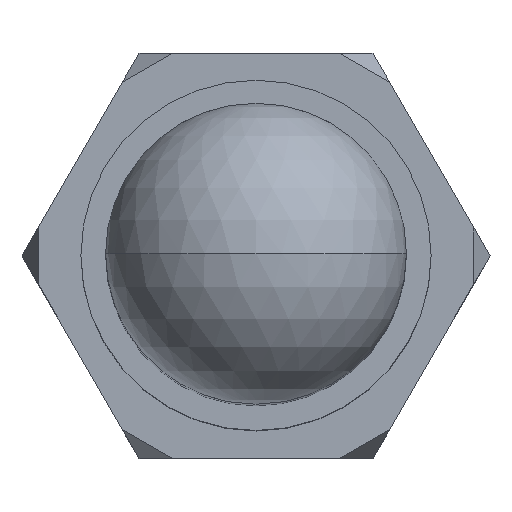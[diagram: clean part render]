
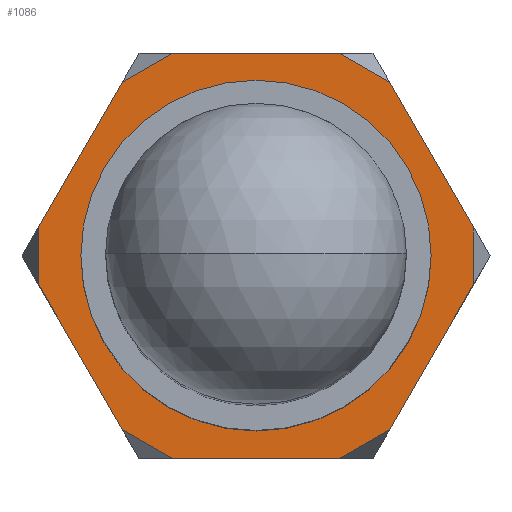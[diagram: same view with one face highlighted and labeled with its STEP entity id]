
A CAD part, top view. The second image highlights one B-rep face of the part: STEP entity #1086.
In plain terms, the highlighted planar face has unit normal (0, 0, 1).
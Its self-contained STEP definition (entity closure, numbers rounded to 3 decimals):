
#14 = CARTESIAN_POINT ( 'NONE',  ( 13., 1.732, -17. ) ) ;
#16 = CARTESIAN_POINT ( 'NONE',  ( -10.478, 0., -17. ) ) ;
#20 = LINE ( 'NONE', #1265, #73 ) ;
#23 = VECTOR ( 'NONE', #1113, 1000. ) ;
#24 = CIRCLE ( 'NONE', #1147, 10.478 ) ;
#27 = LINE ( 'NONE', #413, #242 ) ;
#38 = CARTESIAN_POINT ( 'NONE',  ( 7., 12.124, -17. ) ) ;
#41 = EDGE_CURVE ( 'NONE', #147, #245, #319, .T. ) ;
#42 = CARTESIAN_POINT ( 'NONE',  ( 13., -1.732, -17. ) ) ;
#47 = ORIENTED_EDGE ( 'NONE', *, *, #41, .F. ) ;
#53 = CARTESIAN_POINT ( 'NONE',  ( 13., 0., -17. ) ) ;
#56 = ORIENTED_EDGE ( 'NONE', *, *, #70, .T. ) ;
#66 = VECTOR ( 'NONE', #1181, 1000. ) ;
#70 = EDGE_CURVE ( 'NONE', #991, #245, #20, .T. ) ;
#73 = VECTOR ( 'NONE', #428, 1000. ) ;
#86 = LINE ( 'NONE', #117, #23 ) ;
#87 = ORIENTED_EDGE ( 'NONE', *, *, #1200, .T. ) ;
#117 = CARTESIAN_POINT ( 'NONE',  ( 7., 12.124, -17. ) ) ;
#131 = CARTESIAN_POINT ( 'NONE',  ( -7., -12.124, -17. ) ) ;
#141 = ORIENTED_EDGE ( 'NONE', *, *, #734, .F. ) ;
#147 = VERTEX_POINT ( 'NONE', #725 ) ;
#150 = DIRECTION ( 'NONE',  ( 0., 1., 0. ) ) ;
#156 = CARTESIAN_POINT ( 'NONE',  ( 10.478, 0., -17. ) ) ;
#177 = VERTEX_POINT ( 'NONE', #14 ) ;
#180 = DIRECTION ( 'NONE',  ( 0., 0., -1. ) ) ;
#192 = CARTESIAN_POINT ( 'NONE',  ( 0., 0., -17. ) ) ;
#198 = DIRECTION ( 'NONE',  ( 0.5, 0.866, 0. ) ) ;
#201 = EDGE_CURVE ( 'NONE', #664, #685, #27, .T. ) ;
#242 = VECTOR ( 'NONE', #854, 1000. ) ;
#245 = VERTEX_POINT ( 'NONE', #782 ) ;
#254 = LINE ( 'NONE', #680, #1004 ) ;
#261 = DIRECTION ( 'NONE',  ( 0.866, 0.5, 0. ) ) ;
#265 = VERTEX_POINT ( 'NONE', #156 ) ;
#280 = CARTESIAN_POINT ( 'NONE',  ( 8., 10.392, -17. ) ) ;
#286 = DIRECTION ( 'NONE',  ( 0.866, -0.5, 0. ) ) ;
#298 = CARTESIAN_POINT ( 'NONE',  ( 0., 0., -17. ) ) ;
#302 = CARTESIAN_POINT ( 'NONE',  ( 5., 12.124, -17. ) ) ;
#319 = LINE ( 'NONE', #131, #670 ) ;
#322 = ORIENTED_EDGE ( 'NONE', *, *, #201, .T. ) ;
#356 = ORIENTED_EDGE ( 'NONE', *, *, #1055, .T. ) ;
#362 = ORIENTED_EDGE ( 'NONE', *, *, #588, .F. ) ;
#379 = AXIS2_PLACEMENT_3D ( 'NONE', #717, #180, #1118 ) ;
#383 = EDGE_CURVE ( 'NONE', #557, #787, #811, .T. ) ;
#393 = DIRECTION ( 'NONE',  ( -1., 0., 0. ) ) ;
#413 = CARTESIAN_POINT ( 'NONE',  ( -6.5, 11.258, -17. ) ) ;
#428 = DIRECTION ( 'NONE',  ( 0., -1., 0. ) ) ;
#433 = CARTESIAN_POINT ( 'NONE',  ( -5., -12.124, -17. ) ) ;
#459 = VECTOR ( 'NONE', #393, 1000. ) ;
#468 = EDGE_CURVE ( 'NONE', #1232, #265, #665, .T. ) ;
#507 = DIRECTION ( 'NONE',  ( -1., 0., 0. ) ) ;
#508 = ORIENTED_EDGE ( 'NONE', *, *, #556, .T. ) ;
#509 = CARTESIAN_POINT ( 'NONE',  ( -5., 12.124, -17. ) ) ;
#542 = VERTEX_POINT ( 'NONE', #280 ) ;
#556 = EDGE_CURVE ( 'NONE', #265, #1232, #24, .T. ) ;
#557 = VERTEX_POINT ( 'NONE', #728 ) ;
#575 = VECTOR ( 'NONE', #198, 1000. ) ;
#587 = EDGE_CURVE ( 'NONE', #542, #177, #86, .T. ) ;
#588 = EDGE_CURVE ( 'NONE', #923, #787, #632, .T. ) ;
#612 = VECTOR ( 'NONE', #286, 1000. ) ;
#630 = LINE ( 'NONE', #1329, #459 ) ;
#632 = LINE ( 'NONE', #850, #1122 ) ;
#659 = VECTOR ( 'NONE', #150, 1000. ) ;
#664 = VERTEX_POINT ( 'NONE', #509 ) ;
#665 = CIRCLE ( 'NONE', #1197, 10.478 ) ;
#670 = VECTOR ( 'NONE', #873, 1000. ) ;
#671 = LINE ( 'NONE', #38, #66 ) ;
#677 = EDGE_CURVE ( 'NONE', #991, #685, #1244, .T. ) ;
#680 = CARTESIAN_POINT ( 'NONE',  ( 6.5, 11.258, -17. ) ) ;
#685 = VERTEX_POINT ( 'NONE', #839 ) ;
#717 = CARTESIAN_POINT ( 'NONE',  ( 0., 0., -17. ) ) ;
#725 = CARTESIAN_POINT ( 'NONE',  ( -8., -10.392, -17. ) ) ;
#727 = DIRECTION ( 'NONE',  ( 0., 0., -1. ) ) ;
#728 = CARTESIAN_POINT ( 'NONE',  ( 5., -12.124, -17. ) ) ;
#734 = EDGE_CURVE ( 'NONE', #557, #1261, #630, .T. ) ;
#748 = ORIENTED_EDGE ( 'NONE', *, *, #468, .T. ) ;
#766 = ORIENTED_EDGE ( 'NONE', *, *, #587, .F. ) ;
#768 = ORIENTED_EDGE ( 'NONE', *, *, #383, .T. ) ;
#778 = EDGE_LOOP ( 'NONE', ( #362, #356, #766, #1045, #814, #322, #944, #56, #47, #87, #141, #768 ) ) ;
#782 = CARTESIAN_POINT ( 'NONE',  ( -13., -1.732, -17. ) ) ;
#785 = LINE ( 'NONE', #53, #659 ) ;
#787 = VERTEX_POINT ( 'NONE', #1294 ) ;
#811 = LINE ( 'NONE', #1295, #1010 ) ;
#814 = ORIENTED_EDGE ( 'NONE', *, *, #1009, .F. ) ;
#825 = LINE ( 'NONE', #1227, #612 ) ;
#839 = CARTESIAN_POINT ( 'NONE',  ( -8., 10.392, -17. ) ) ;
#850 = CARTESIAN_POINT ( 'NONE',  ( 14., 0., -17. ) ) ;
#854 = DIRECTION ( 'NONE',  ( -0.866, -0.5, 0. ) ) ;
#873 = DIRECTION ( 'NONE',  ( -0.5, 0.866, 0. ) ) ;
#874 = EDGE_LOOP ( 'NONE', ( #508, #748 ) ) ;
#923 = VERTEX_POINT ( 'NONE', #42 ) ;
#944 = ORIENTED_EDGE ( 'NONE', *, *, #677, .F. ) ;
#945 = FACE_OUTER_BOUND ( 'NONE', #778, .T. ) ;
#963 = CARTESIAN_POINT ( 'NONE',  ( -13., 1.732, -17. ) ) ;
#971 = VERTEX_POINT ( 'NONE', #302 ) ;
#991 = VERTEX_POINT ( 'NONE', #963 ) ;
#1000 = DIRECTION ( 'NONE',  ( 0., 0., -1. ) ) ;
#1004 = VECTOR ( 'NONE', #1099, 1000. ) ;
#1009 = EDGE_CURVE ( 'NONE', #664, #971, #671, .T. ) ;
#1010 = VECTOR ( 'NONE', #261, 1000. ) ;
#1032 = CARTESIAN_POINT ( 'NONE',  ( -7., 12.124, -17. ) ) ;
#1045 = ORIENTED_EDGE ( 'NONE', *, *, #1336, .T. ) ;
#1055 = EDGE_CURVE ( 'NONE', #923, #177, #785, .T. ) ;
#1086 = ADVANCED_FACE ( 'NONE', ( #1338, #945 ), #1314, .F. ) ;
#1099 = DIRECTION ( 'NONE',  ( -0.866, 0.5, 0. ) ) ;
#1113 = DIRECTION ( 'NONE',  ( 0.5, -0.866, 0. ) ) ;
#1118 = DIRECTION ( 'NONE',  ( -1., 0., 0. ) ) ;
#1122 = VECTOR ( 'NONE', #1334, 1000. ) ;
#1128 = DIRECTION ( 'NONE',  ( -1., 0., 0. ) ) ;
#1147 = AXIS2_PLACEMENT_3D ( 'NONE', #192, #1000, #507 ) ;
#1181 = DIRECTION ( 'NONE',  ( 1., 0., 0. ) ) ;
#1197 = AXIS2_PLACEMENT_3D ( 'NONE', #298, #727, #1128 ) ;
#1200 = EDGE_CURVE ( 'NONE', #147, #1261, #825, .T. ) ;
#1227 = CARTESIAN_POINT ( 'NONE',  ( -6.5, -11.258, -17. ) ) ;
#1232 = VERTEX_POINT ( 'NONE', #16 ) ;
#1244 = LINE ( 'NONE', #1032, #575 ) ;
#1261 = VERTEX_POINT ( 'NONE', #433 ) ;
#1265 = CARTESIAN_POINT ( 'NONE',  ( -13., 0., -17. ) ) ;
#1294 = CARTESIAN_POINT ( 'NONE',  ( 8., -10.392, -17. ) ) ;
#1295 = CARTESIAN_POINT ( 'NONE',  ( 6.5, -11.258, -17. ) ) ;
#1314 = PLANE ( 'NONE',  #379 ) ;
#1329 = CARTESIAN_POINT ( 'NONE',  ( 7., -12.124, -17. ) ) ;
#1334 = DIRECTION ( 'NONE',  ( -0.5, -0.866, 0. ) ) ;
#1336 = EDGE_CURVE ( 'NONE', #542, #971, #254, .T. ) ;
#1338 = FACE_BOUND ( 'NONE', #874, .T. ) ;
